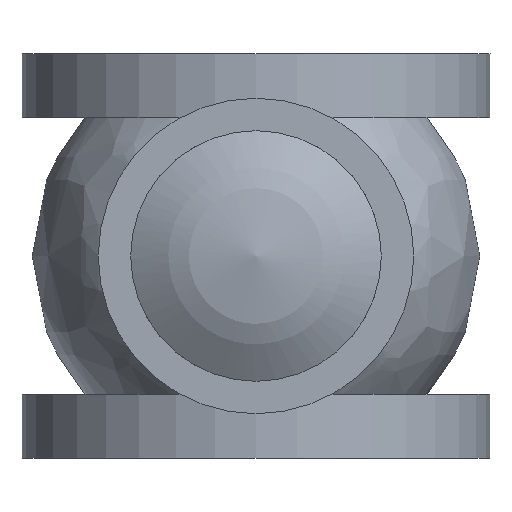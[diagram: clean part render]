
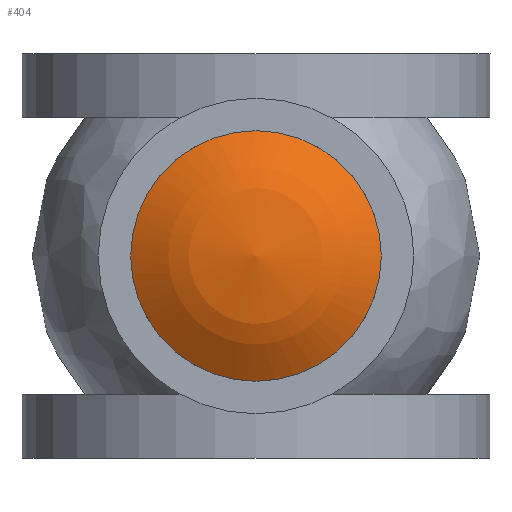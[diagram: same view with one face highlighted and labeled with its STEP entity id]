
A CAD part, left-side view. The second image highlights one B-rep face of the part: STEP entity #404.
In plain terms, the highlighted free-form (B-spline) face has degree [2, 2] with [3, 3] control points.
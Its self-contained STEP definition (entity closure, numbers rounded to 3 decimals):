
#17=(
BOUNDED_SURFACE()
B_SPLINE_SURFACE(2,2,((#938,#939,#940),(#941,#942,#943),(#944,#945,#946)),
 .UNSPECIFIED.,.F.,.F.,.F.)
B_SPLINE_SURFACE_WITH_KNOTS((3,3),(3,3),(-0.645,0.645),
(-0.599,0.598),.UNSPECIFIED.)
GEOMETRIC_REPRESENTATION_ITEM()
RATIONAL_B_SPLINE_SURFACE(((1.,0.826,1.),(0.799,
0.66,0.799),(1.,0.826,1.)))
REPRESENTATION_ITEM('')
SURFACE()
);
#25=B_SPLINE_CURVE_WITH_KNOTS('',3,(#881,#882,#883,#884,#885,#886,#887,
#888,#889,#890,#891,#892,#893,#894,#895,#896,#897,#898,#899,#900,#901,#902,
#903,#904,#905,#906,#907,#908),.UNSPECIFIED.,.F.,.F.,(4,2,2,2,2,2,2,2,2,
2,2,2,2,4),(-22.77,-22.596,-22.258,-21.663,
-20.258,-18.841,-17.406,-16.023,
-14.709,-13.496,-12.63,-11.949,
-11.594,-11.385),.UNSPECIFIED.);
#26=B_SPLINE_CURVE_WITH_KNOTS('',3,(#909,#910,#911,#912,#913,#914,#915,
#916,#917,#918,#919,#920,#921,#922,#923,#924,#925,#926,#927,#928,#929,#930,
#931,#932,#933,#934,#935,#936),.UNSPECIFIED.,.F.,.F.,(4,2,2,2,2,2,2,2,2,
2,2,2,2,4),(-11.385,-11.316,-11.014,-10.552,
-9.424,-8.038,-6.607,-5.197,
-3.852,-2.593,-1.484,-0.686,
-0.287,0.),.UNSPECIFIED.);
#73=FACE_OUTER_BOUND('',#109,.T.);
#109=EDGE_LOOP('',(#335,#336));
#193=VERTEX_POINT('',#878);
#194=VERTEX_POINT('',#880);
#241=EDGE_CURVE('',#194,#193,#25,.T.);
#242=EDGE_CURVE('',#193,#194,#26,.T.);
#335=ORIENTED_EDGE('',*,*,#241,.T.);
#336=ORIENTED_EDGE('',*,*,#242,.T.);
#404=ADVANCED_FACE('',(#73),#17,.F.);
#878=CARTESIAN_POINT('',(-52.425,0.,-36.15));
#880=CARTESIAN_POINT('',(-52.425,0.,36.15));
#881=CARTESIAN_POINT('Ctrl Pts',(-52.425,0.,36.15));
#882=CARTESIAN_POINT('Ctrl Pts',(-52.425,0.58,36.15));
#883=CARTESIAN_POINT('Ctrl Pts',(-52.426,1.159,36.136));
#884=CARTESIAN_POINT('Ctrl Pts',(-52.431,2.863,36.054));
#885=CARTESIAN_POINT('Ctrl Pts',(-52.438,3.985,35.947));
#886=CARTESIAN_POINT('Ctrl Pts',(-52.465,7.064,35.509));
#887=CARTESIAN_POINT('Ctrl Pts',(-52.491,9.002,35.067));
#888=CARTESIAN_POINT('Ctrl Pts',(-52.608,15.359,33.058));
#889=CARTESIAN_POINT('Ctrl Pts',(-52.732,19.507,30.793));
#890=CARTESIAN_POINT('Ctrl Pts',(-52.989,26.738,24.783));
#891=CARTESIAN_POINT('Ctrl Pts',(-53.12,29.743,21.082));
#892=CARTESIAN_POINT('Ctrl Pts',(-53.321,34.188,12.684));
#893=CARTESIAN_POINT('Ctrl Pts',(-53.389,35.564,8.057));
#894=CARTESIAN_POINT('Ctrl Pts',(-53.431,36.42,-1.298));
#895=CARTESIAN_POINT('Ctrl Pts',(-53.407,35.958,-5.928));
#896=CARTESIAN_POINT('Ctrl Pts',(-53.285,33.384,-14.542));
#897=CARTESIAN_POINT('Ctrl Pts',(-53.19,31.38,-18.474));
#898=CARTESIAN_POINT('Ctrl Pts',(-52.975,26.266,-25.165));
#899=CARTESIAN_POINT('Ctrl Pts',(-52.859,23.288,-27.944));
#900=CARTESIAN_POINT('Ctrl Pts',(-52.677,17.505,-31.76));
#901=CARTESIAN_POINT('Ctrl Pts',(-52.607,14.916,-33.055));
#902=CARTESIAN_POINT('Ctrl Pts',(-52.508,10.063,-34.795));
#903=CARTESIAN_POINT('Ctrl Pts',(-52.474,7.858,-35.359));
#904=CARTESIAN_POINT('Ctrl Pts',(-52.441,4.447,-35.895));
#905=CARTESIAN_POINT('Ctrl Pts',(-52.433,3.272,-36.021));
#906=CARTESIAN_POINT('Ctrl Pts',(-52.426,1.395,-36.13));
#907=CARTESIAN_POINT('Ctrl Pts',(-52.425,0.698,-36.15));
#908=CARTESIAN_POINT('Ctrl Pts',(-52.425,0.,
-36.15));
#909=CARTESIAN_POINT('Ctrl Pts',(-52.425,0.,
-36.15));
#910=CARTESIAN_POINT('Ctrl Pts',(-52.425,-0.23,-36.15));
#911=CARTESIAN_POINT('Ctrl Pts',(-52.425,-0.46,-36.148));
#912=CARTESIAN_POINT('Ctrl Pts',(-52.427,-1.694,-36.124));
#913=CARTESIAN_POINT('Ctrl Pts',(-52.43,-2.697,-36.063));
#914=CARTESIAN_POINT('Ctrl Pts',(-52.446,-5.23,-35.803));
#915=CARTESIAN_POINT('Ctrl Pts',(-52.462,-6.753,-35.547));
#916=CARTESIAN_POINT('Ctrl Pts',(-52.535,-11.912,-34.337));
#917=CARTESIAN_POINT('Ctrl Pts',(-52.617,-15.414,-32.914));
#918=CARTESIAN_POINT('Ctrl Pts',(-52.831,-22.591,-28.597));
#919=CARTESIAN_POINT('Ctrl Pts',(-52.966,-26.057,-25.479));
#920=CARTESIAN_POINT('Ctrl Pts',(-53.205,-31.718,-17.988));
#921=CARTESIAN_POINT('Ctrl Pts',(-53.305,-33.813,-13.649));
#922=CARTESIAN_POINT('Ctrl Pts',(-53.418,-36.178,-4.479));
#923=CARTESIAN_POINT('Ctrl Pts',(-53.432,-36.453,0.257));
#924=CARTESIAN_POINT('Ctrl Pts',(-53.371,-35.206,9.352));
#925=CARTESIAN_POINT('Ctrl Pts',(-53.301,-33.776,13.64));
#926=CARTESIAN_POINT('Ctrl Pts',(-53.112,-29.562,21.226));
#927=CARTESIAN_POINT('Ctrl Pts',(-52.998,-26.9,24.511));
#928=CARTESIAN_POINT('Ctrl Pts',(-52.781,-20.948,29.693));
#929=CARTESIAN_POINT('Ctrl Pts',(-52.681,-17.804,31.678));
#930=CARTESIAN_POINT('Ctrl Pts',(-52.542,-11.976,34.212));
#931=CARTESIAN_POINT('Ctrl Pts',(-52.495,-9.429,35.));
#932=CARTESIAN_POINT('Ctrl Pts',(-52.45,-5.51,35.752));
#933=CARTESIAN_POINT('Ctrl Pts',(-52.439,-4.19,35.931));
#934=CARTESIAN_POINT('Ctrl Pts',(-52.427,-1.91,36.112));
#935=CARTESIAN_POINT('Ctrl Pts',(-52.425,-0.955,36.15));
#936=CARTESIAN_POINT('Ctrl Pts',(-52.425,0.,36.15));
#938=CARTESIAN_POINT('Ctrl Pts',(-43.305,-29.547,36.15));
#939=CARTESIAN_POINT('Ctrl Pts',(-63.456,-0.014,
36.15));
#940=CARTESIAN_POINT('Ctrl Pts',(-43.318,29.528,36.15));
#941=CARTESIAN_POINT('Ctrl Pts',(-65.759,-44.868,0.));
#942=CARTESIAN_POINT('Ctrl Pts',(-96.358,-0.021,
0.));
#943=CARTESIAN_POINT('Ctrl Pts',(-65.779,44.839,0.));
#944=CARTESIAN_POINT('Ctrl Pts',(-43.305,-29.547,-36.15));
#945=CARTESIAN_POINT('Ctrl Pts',(-63.456,-0.014,
-36.15));
#946=CARTESIAN_POINT('Ctrl Pts',(-43.318,29.528,-36.15));
